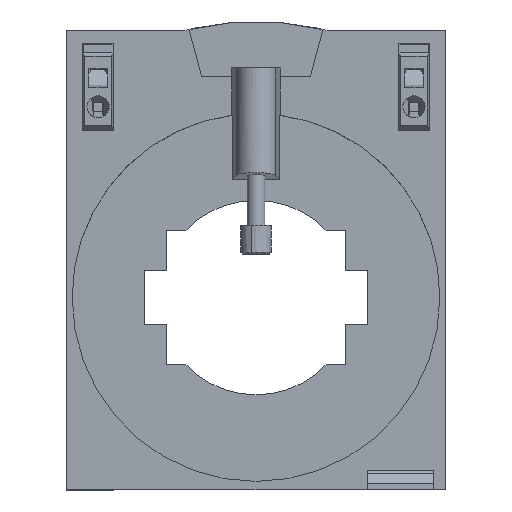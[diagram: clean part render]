
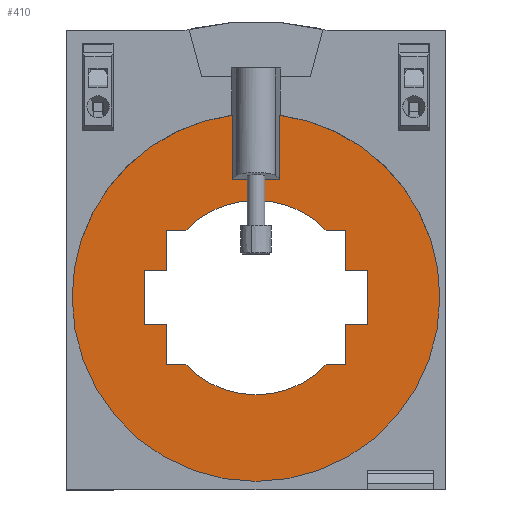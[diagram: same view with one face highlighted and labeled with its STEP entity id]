
A CAD part, front view. The second image highlights one B-rep face of the part: STEP entity #410.
In plain terms, the highlighted planar face has unit normal (0, -1, 0).
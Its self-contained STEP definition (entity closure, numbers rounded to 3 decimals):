
#228=AXIS2_PLACEMENT_3D('Plane Axis2P3D',#225,#226,#227) ;
#232=AXIS2_PLACEMENT_3D('Circle Axis2P3D',#230,#231,$) ;
#262=AXIS2_PLACEMENT_3D('Circle Axis2P3D',#260,#261,$) ;
#269=AXIS2_PLACEMENT_3D('Circle Axis2P3D',#267,#268,$) ;
#282=AXIS2_PLACEMENT_3D('Circle Axis2P3D',#280,#281,$) ;
#340=AXIS2_PLACEMENT_3D('Circle Axis2P3D',#338,#339,$) ;
#225=CARTESIAN_POINT('Axis2P3D Location',(42.5,16.5,43.25)) ;
#230=CARTESIAN_POINT('Axis2P3D Location',(42.5,16.5,43.25)) ;
#234=CARTESIAN_POINT('Vertex',(47.775,16.5,84.237)) ;
#236=CARTESIAN_POINT('Vertex',(83.825,16.5,43.25)) ;
#239=CARTESIAN_POINT('Line Origine',(47.775,16.5,77.044)) ;
#243=CARTESIAN_POINT('Vertex',(47.775,16.5,69.85)) ;
#246=CARTESIAN_POINT('Line Origine',(42.5,16.5,69.85)) ;
#250=CARTESIAN_POINT('Vertex',(37.225,16.5,69.85)) ;
#253=CARTESIAN_POINT('Line Origine',(37.225,16.5,77.044)) ;
#257=CARTESIAN_POINT('Vertex',(37.225,16.5,84.237)) ;
#260=CARTESIAN_POINT('Axis2P3D Location',(42.5,16.5,43.25)) ;
#264=CARTESIAN_POINT('Vertex',(1.175,16.5,43.25)) ;
#267=CARTESIAN_POINT('Axis2P3D Location',(42.5,16.5,43.25)) ;
#280=CARTESIAN_POINT('Axis2P3D Location',(42.5,16.5,43.25)) ;
#284=CARTESIAN_POINT('Vertex',(58.245,16.5,28.1)) ;
#286=CARTESIAN_POINT('Vertex',(26.755,16.5,28.1)) ;
#289=CARTESIAN_POINT('Line Origine',(24.553,16.5,28.1)) ;
#293=CARTESIAN_POINT('Vertex',(22.35,16.5,28.1)) ;
#296=CARTESIAN_POINT('Line Origine',(22.35,16.5,32.6)) ;
#300=CARTESIAN_POINT('Vertex',(22.35,16.5,37.1)) ;
#303=CARTESIAN_POINT('Line Origine',(19.85,16.5,37.1)) ;
#307=CARTESIAN_POINT('Vertex',(17.35,16.5,37.1)) ;
#310=CARTESIAN_POINT('Line Origine',(17.35,16.5,43.25)) ;
#314=CARTESIAN_POINT('Vertex',(17.35,16.5,49.4)) ;
#317=CARTESIAN_POINT('Line Origine',(19.85,16.5,49.4)) ;
#321=CARTESIAN_POINT('Vertex',(22.35,16.5,49.4)) ;
#324=CARTESIAN_POINT('Line Origine',(22.35,16.5,53.9)) ;
#328=CARTESIAN_POINT('Vertex',(22.35,16.5,58.4)) ;
#331=CARTESIAN_POINT('Line Origine',(24.553,16.5,58.4)) ;
#335=CARTESIAN_POINT('Vertex',(26.755,16.5,58.4)) ;
#338=CARTESIAN_POINT('Axis2P3D Location',(42.5,16.5,43.25)) ;
#342=CARTESIAN_POINT('Vertex',(58.245,16.5,58.4)) ;
#345=CARTESIAN_POINT('Line Origine',(60.447,16.5,58.4)) ;
#349=CARTESIAN_POINT('Vertex',(62.65,16.5,58.4)) ;
#352=CARTESIAN_POINT('Line Origine',(62.65,16.5,53.9)) ;
#356=CARTESIAN_POINT('Vertex',(62.65,16.5,49.4)) ;
#359=CARTESIAN_POINT('Line Origine',(65.15,16.5,49.4)) ;
#363=CARTESIAN_POINT('Vertex',(67.65,16.5,49.4)) ;
#366=CARTESIAN_POINT('Line Origine',(67.65,16.5,43.25)) ;
#370=CARTESIAN_POINT('Vertex',(67.65,16.5,37.1)) ;
#373=CARTESIAN_POINT('Line Origine',(65.15,16.5,37.1)) ;
#377=CARTESIAN_POINT('Vertex',(62.65,16.5,37.1)) ;
#380=CARTESIAN_POINT('Line Origine',(62.65,16.5,32.6)) ;
#384=CARTESIAN_POINT('Vertex',(62.65,16.5,28.1)) ;
#387=CARTESIAN_POINT('Line Origine',(60.447,16.5,28.1)) ;
#226=DIRECTION('Axis2P3D Direction',(0.,1.,0.)) ;
#227=DIRECTION('Axis2P3D XDirection',(-1.,0.,0.)) ;
#231=DIRECTION('Axis2P3D Direction',(0.,1.,0.)) ;
#240=DIRECTION('Vector Direction',(0.,0.,-1.)) ;
#247=DIRECTION('Vector Direction',(-1.,0.,0.)) ;
#254=DIRECTION('Vector Direction',(0.,0.,-1.)) ;
#261=DIRECTION('Axis2P3D Direction',(0.,1.,0.)) ;
#268=DIRECTION('Axis2P3D Direction',(0.,1.,0.)) ;
#281=DIRECTION('Axis2P3D Direction',(0.,1.,0.)) ;
#290=DIRECTION('Vector Direction',(1.,0.,0.)) ;
#297=DIRECTION('Vector Direction',(0.,0.,-1.)) ;
#304=DIRECTION('Vector Direction',(1.,0.,0.)) ;
#311=DIRECTION('Vector Direction',(0.,0.,1.)) ;
#318=DIRECTION('Vector Direction',(1.,0.,0.)) ;
#325=DIRECTION('Vector Direction',(0.,0.,-1.)) ;
#332=DIRECTION('Vector Direction',(1.,0.,0.)) ;
#339=DIRECTION('Axis2P3D Direction',(0.,1.,0.)) ;
#346=DIRECTION('Vector Direction',(1.,0.,0.)) ;
#353=DIRECTION('Vector Direction',(0.,0.,1.)) ;
#360=DIRECTION('Vector Direction',(1.,0.,0.)) ;
#367=DIRECTION('Vector Direction',(0.,0.,1.)) ;
#374=DIRECTION('Vector Direction',(1.,0.,0.)) ;
#381=DIRECTION('Vector Direction',(0.,0.,1.)) ;
#388=DIRECTION('Vector Direction',(1.,0.,0.)) ;
#241=VECTOR('Line Direction',#240,1.) ;
#248=VECTOR('Line Direction',#247,1.) ;
#255=VECTOR('Line Direction',#254,1.) ;
#291=VECTOR('Line Direction',#290,1.) ;
#298=VECTOR('Line Direction',#297,1.) ;
#305=VECTOR('Line Direction',#304,1.) ;
#312=VECTOR('Line Direction',#311,1.) ;
#319=VECTOR('Line Direction',#318,1.) ;
#326=VECTOR('Line Direction',#325,1.) ;
#333=VECTOR('Line Direction',#332,1.) ;
#347=VECTOR('Line Direction',#346,1.) ;
#354=VECTOR('Line Direction',#353,1.) ;
#361=VECTOR('Line Direction',#360,1.) ;
#368=VECTOR('Line Direction',#367,1.) ;
#375=VECTOR('Line Direction',#374,1.) ;
#382=VECTOR('Line Direction',#381,1.) ;
#389=VECTOR('Line Direction',#388,1.) ;
#273=ORIENTED_EDGE('',*,*,#238,.F.) ;
#274=ORIENTED_EDGE('',*,*,#245,.T.) ;
#275=ORIENTED_EDGE('',*,*,#252,.T.) ;
#276=ORIENTED_EDGE('',*,*,#259,.F.) ;
#277=ORIENTED_EDGE('',*,*,#266,.F.) ;
#278=ORIENTED_EDGE('',*,*,#271,.F.) ;
#393=ORIENTED_EDGE('',*,*,#288,.T.) ;
#394=ORIENTED_EDGE('',*,*,#295,.F.) ;
#395=ORIENTED_EDGE('',*,*,#302,.F.) ;
#396=ORIENTED_EDGE('',*,*,#309,.F.) ;
#397=ORIENTED_EDGE('',*,*,#316,.T.) ;
#398=ORIENTED_EDGE('',*,*,#323,.T.) ;
#399=ORIENTED_EDGE('',*,*,#330,.F.) ;
#400=ORIENTED_EDGE('',*,*,#337,.T.) ;
#401=ORIENTED_EDGE('',*,*,#344,.T.) ;
#402=ORIENTED_EDGE('',*,*,#351,.T.) ;
#403=ORIENTED_EDGE('',*,*,#358,.F.) ;
#404=ORIENTED_EDGE('',*,*,#365,.T.) ;
#405=ORIENTED_EDGE('',*,*,#372,.F.) ;
#406=ORIENTED_EDGE('',*,*,#379,.F.) ;
#407=ORIENTED_EDGE('',*,*,#386,.F.) ;
#408=ORIENTED_EDGE('',*,*,#391,.F.) ;
#409=FACE_BOUND('',#392,.T.) ;
#410=ADVANCED_FACE('STROMWANDLER',(#279,#409),#229,.F.) ;
#233=CIRCLE('generated circle',#232,41.325) ;
#263=CIRCLE('generated circle',#262,41.325) ;
#270=CIRCLE('generated circle',#269,41.325) ;
#283=CIRCLE('generated circle',#282,21.85) ;
#341=CIRCLE('generated circle',#340,21.85) ;
#238=EDGE_CURVE('',#235,#237,#233,.T.) ;
#245=EDGE_CURVE('',#235,#244,#242,.T.) ;
#252=EDGE_CURVE('',#244,#251,#249,.T.) ;
#259=EDGE_CURVE('',#258,#251,#256,.T.) ;
#266=EDGE_CURVE('',#265,#258,#263,.T.) ;
#271=EDGE_CURVE('',#237,#265,#270,.T.) ;
#288=EDGE_CURVE('',#285,#287,#283,.T.) ;
#295=EDGE_CURVE('',#294,#287,#292,.T.) ;
#302=EDGE_CURVE('',#301,#294,#299,.T.) ;
#309=EDGE_CURVE('',#308,#301,#306,.T.) ;
#316=EDGE_CURVE('',#308,#315,#313,.T.) ;
#323=EDGE_CURVE('',#315,#322,#320,.T.) ;
#330=EDGE_CURVE('',#329,#322,#327,.T.) ;
#337=EDGE_CURVE('',#329,#336,#334,.T.) ;
#344=EDGE_CURVE('',#336,#343,#341,.T.) ;
#351=EDGE_CURVE('',#343,#350,#348,.T.) ;
#358=EDGE_CURVE('',#357,#350,#355,.T.) ;
#365=EDGE_CURVE('',#357,#364,#362,.T.) ;
#372=EDGE_CURVE('',#371,#364,#369,.T.) ;
#379=EDGE_CURVE('',#378,#371,#376,.T.) ;
#386=EDGE_CURVE('',#385,#378,#383,.T.) ;
#391=EDGE_CURVE('',#285,#385,#390,.T.) ;
#272=EDGE_LOOP('',(#273,#274,#275,#276,#277,#278)) ;
#392=EDGE_LOOP('',(#393,#394,#395,#396,#397,#398,#399,#400,#401,#402,#403,#404,#405,#406,#407,#408)) ;
#279=FACE_OUTER_BOUND('',#272,.T.) ;
#242=LINE('Line',#239,#241) ;
#249=LINE('Line',#246,#248) ;
#256=LINE('Line',#253,#255) ;
#292=LINE('Line',#289,#291) ;
#299=LINE('Line',#296,#298) ;
#306=LINE('Line',#303,#305) ;
#313=LINE('Line',#310,#312) ;
#320=LINE('Line',#317,#319) ;
#327=LINE('Line',#324,#326) ;
#334=LINE('Line',#331,#333) ;
#348=LINE('Line',#345,#347) ;
#355=LINE('Line',#352,#354) ;
#362=LINE('Line',#359,#361) ;
#369=LINE('Line',#366,#368) ;
#376=LINE('Line',#373,#375) ;
#383=LINE('Line',#380,#382) ;
#390=LINE('Line',#387,#389) ;
#229=PLANE('',#228) ;
#235=VERTEX_POINT('',#234) ;
#237=VERTEX_POINT('',#236) ;
#244=VERTEX_POINT('',#243) ;
#251=VERTEX_POINT('',#250) ;
#258=VERTEX_POINT('',#257) ;
#265=VERTEX_POINT('',#264) ;
#285=VERTEX_POINT('',#284) ;
#287=VERTEX_POINT('',#286) ;
#294=VERTEX_POINT('',#293) ;
#301=VERTEX_POINT('',#300) ;
#308=VERTEX_POINT('',#307) ;
#315=VERTEX_POINT('',#314) ;
#322=VERTEX_POINT('',#321) ;
#329=VERTEX_POINT('',#328) ;
#336=VERTEX_POINT('',#335) ;
#343=VERTEX_POINT('',#342) ;
#350=VERTEX_POINT('',#349) ;
#357=VERTEX_POINT('',#356) ;
#364=VERTEX_POINT('',#363) ;
#371=VERTEX_POINT('',#370) ;
#378=VERTEX_POINT('',#377) ;
#385=VERTEX_POINT('',#384) ;
